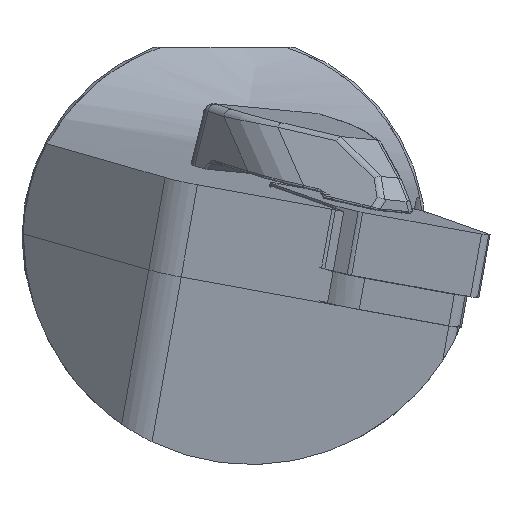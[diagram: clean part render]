
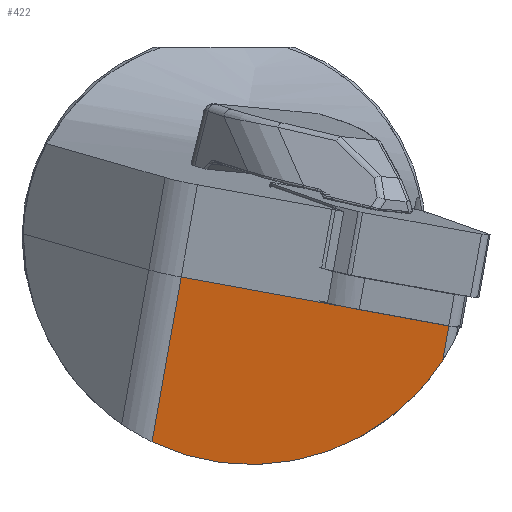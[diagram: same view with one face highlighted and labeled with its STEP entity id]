
A CAD part, left-side view. The second image highlights one B-rep face of the part: STEP entity #422.
In plain terms, the highlighted planar face has unit normal (-0.993, 0.069, -0.094).
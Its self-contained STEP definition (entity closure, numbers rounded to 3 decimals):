
#318=ELLIPSE('',#2218,22.705,22.55);
#422=ADVANCED_FACE('',(#584),#529,.F.);
#529=PLANE('',#2253);
#584=FACE_OUTER_BOUND('',#702,.T.);
#702=EDGE_LOOP('',(#1012,#1013,#1014,#1015,#1016,#1017));
#1012=ORIENTED_EDGE('',*,*,#1734,.T.);
#1013=ORIENTED_EDGE('',*,*,#1651,.T.);
#1014=ORIENTED_EDGE('',*,*,#1672,.T.);
#1015=ORIENTED_EDGE('',*,*,#1735,.T.);
#1016=ORIENTED_EDGE('',*,*,#1669,.T.);
#1017=ORIENTED_EDGE('',*,*,#1736,.F.);
#1468=VERTEX_POINT('',#3028);
#1469=VERTEX_POINT('',#3030);
#1485=VERTEX_POINT('',#3091);
#1486=VERTEX_POINT('',#3093);
#1488=VERTEX_POINT('',#3102);
#1529=VERTEX_POINT('',#3639);
#1651=EDGE_CURVE('',#1468,#1469,#1941,.T.);
#1669=EDGE_CURVE('',#1486,#1485,#318,.T.);
#1672=EDGE_CURVE('',#1469,#1488,#1949,.T.);
#1734=EDGE_CURVE('',#1529,#1468,#1965,.T.);
#1735=EDGE_CURVE('',#1488,#1486,#1966,.T.);
#1736=EDGE_CURVE('',#1529,#1485,#1967,.T.);
#1941=LINE('',#3031,#2074);
#1949=LINE('',#3101,#2082);
#1965=LINE('',#3638,#2098);
#1966=LINE('',#3640,#2099);
#1967=LINE('',#3641,#2100);
#2074=VECTOR('',#2442,1.);
#2082=VECTOR('',#2476,1.);
#2098=VECTOR('',#2556,1.);
#2099=VECTOR('',#2557,1.);
#2100=VECTOR('',#2558,1.);
#2218=AXIS2_PLACEMENT_3D('',#3092,#2470,#2471);
#2253=AXIS2_PLACEMENT_3D('',#3642,#2559,#2560);
#2442=DIRECTION('',(0.051,0.983,0.179));
#2470=DIRECTION('',(-0.993,0.069,-0.094));
#2471=DIRECTION('',(-0.117,-0.589,0.8));
#2476=DIRECTION('',(0.051,0.983,0.179));
#2556=DIRECTION('',(0.051,0.983,0.179));
#2557=DIRECTION('',(0.105,0.173,-0.979));
#2558=DIRECTION('',(0.105,0.173,-0.979));
#2559=DIRECTION('',(0.993,-0.069,0.094));
#2560=DIRECTION('',(0.094,0.,-0.996));
#3028=CARTESIAN_POINT('',(2.359,-11.9,-6.918));
#3030=CARTESIAN_POINT('',(2.446,-10.241,-6.616));
#3031=CARTESIAN_POINT('',(3.205,4.243,-3.981));
#3091=CARTESIAN_POINT('',(2.177,-21.67,-12.191));
#3092=CARTESIAN_POINT('',(2.346,-2.7,0.));
#3093=CARTESIAN_POINT('',(4.946,7.121,-20.299));
#3101=CARTESIAN_POINT('',(3.205,4.243,-3.981));
#3102=CARTESIAN_POINT('',(3.205,4.243,-3.981));
#3638=CARTESIAN_POINT('',(3.205,4.243,-3.981));
#3639=CARTESIAN_POINT('',(1.815,-22.268,-8.804));
#3640=CARTESIAN_POINT('',(-47.972,-80.309,475.538));
#3641=CARTESIAN_POINT('',(-49.362,-106.82,470.716));
#3642=CARTESIAN_POINT('',(-47.972,-80.309,475.538));
